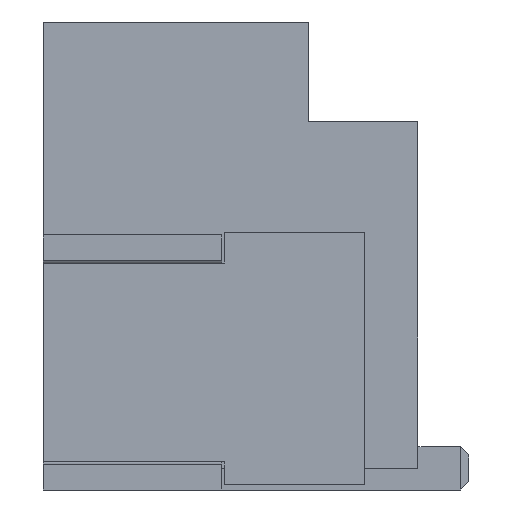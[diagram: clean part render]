
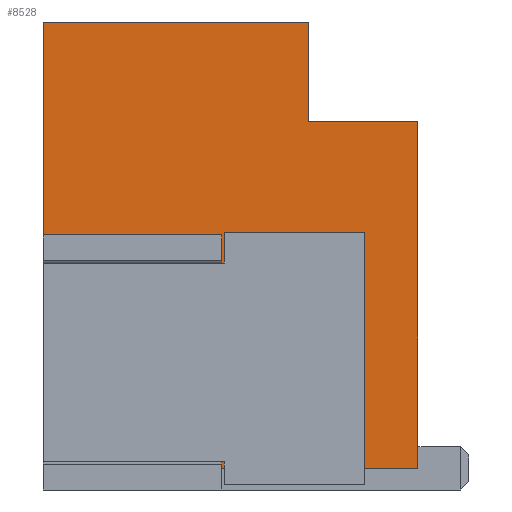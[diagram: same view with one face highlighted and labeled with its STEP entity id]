
A CAD part, left-side view. The second image highlights one B-rep face of the part: STEP entity #8528.
In plain terms, the highlighted planar face has unit normal (-1, 0, 0).
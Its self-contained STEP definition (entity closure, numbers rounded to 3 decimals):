
#720=ORIENTED_EDGE('',*,*,#3152,.F.);
#721=ORIENTED_EDGE('',*,*,#3043,.F.);
#722=ORIENTED_EDGE('',*,*,#3092,.F.);
#723=ORIENTED_EDGE('',*,*,#3145,.T.);
#724=ORIENTED_EDGE('',*,*,#3153,.T.);
#725=ORIENTED_EDGE('',*,*,#3081,.T.);
#726=ORIENTED_EDGE('',*,*,#3063,.T.);
#727=ORIENTED_EDGE('',*,*,#3045,.F.);
#728=ORIENTED_EDGE('',*,*,#3154,.T.);
#729=ORIENTED_EDGE('',*,*,#3155,.T.);
#3043=EDGE_CURVE('',#4282,#4283,#5098,.T.);
#3045=EDGE_CURVE('',#4284,#4285,#5100,.T.);
#3063=EDGE_CURVE('',#4301,#4285,#5118,.T.);
#3081=EDGE_CURVE('',#4318,#4301,#5136,.T.);
#3092=EDGE_CURVE('',#4328,#4282,#5147,.T.);
#3145=EDGE_CURVE('',#4328,#4365,#5200,.T.);
#3152=EDGE_CURVE('',#4283,#4369,#5207,.T.);
#3153=EDGE_CURVE('',#4365,#4318,#5208,.T.);
#3154=EDGE_CURVE('',#4284,#4370,#5209,.T.);
#3155=EDGE_CURVE('',#4370,#4369,#5210,.T.);
#4282=VERTEX_POINT('',#15232);
#4283=VERTEX_POINT('',#15234);
#4284=VERTEX_POINT('',#15236);
#4285=VERTEX_POINT('',#15238);
#4301=VERTEX_POINT('',#15275);
#4318=VERTEX_POINT('',#15313);
#4328=VERTEX_POINT('',#15334);
#4365=VERTEX_POINT('',#15427);
#4369=VERTEX_POINT('',#15442);
#4370=VERTEX_POINT('',#15445);
#5098=LINE('',#15233,#6071);
#5100=LINE('',#15237,#6073);
#5118=LINE('',#15274,#6091);
#5136=LINE('',#15312,#6109);
#5147=LINE('',#15335,#6120);
#5200=LINE('',#15428,#6173);
#5207=LINE('',#15441,#6180);
#5208=LINE('',#15443,#6181);
#5209=LINE('',#15444,#6182);
#5210=LINE('',#15446,#6183);
#6071=VECTOR('',#13190,1000.);
#6073=VECTOR('',#13192,1000.);
#6091=VECTOR('',#13216,1000.);
#6109=VECTOR('',#13240,1000.);
#6120=VECTOR('',#13253,1000.);
#6173=VECTOR('',#13312,1000.);
#6180=VECTOR('',#13325,1000.);
#6181=VECTOR('',#13326,1000.);
#6182=VECTOR('',#13327,1000.);
#6183=VECTOR('',#13328,1000.);
#6968=EDGE_LOOP('',(#720,#721,#722,#723,#724,#725,#726,#727,#728,#729));
#7515=FACE_BOUND('',#6968,.T.);
#8054=PLANE('',#12536);
#8528=ADVANCED_FACE('',(#7515),#8054,.T.);
#12536=AXIS2_PLACEMENT_3D('',#15440,#13323,#13324);
#13190=DIRECTION('',(0.,1.,0.));
#13192=DIRECTION('',(0.,1.,0.));
#13216=DIRECTION('',(0.,0.,-1.));
#13240=DIRECTION('',(0.,1.,0.));
#13253=DIRECTION('',(0.,0.,-1.));
#13312=DIRECTION('',(0.,1.,0.));
#13323=DIRECTION('',(-1.,0.,0.));
#13324=DIRECTION('',(0.,-1.,0.));
#13325=DIRECTION('',(0.,0.,1.));
#13326=DIRECTION('',(0.,0.,1.));
#13327=DIRECTION('',(0.,0.,1.));
#13328=DIRECTION('',(0.,-1.,0.));
#15232=CARTESIAN_POINT('',(-9.201,-1.384,0.216));
#15233=CARTESIAN_POINT('',(-9.201,-1.384,0.216));
#15234=CARTESIAN_POINT('',(-9.201,-0.851,0.216));
#15236=CARTESIAN_POINT('',(-9.201,0.546,0.216));
#15237=CARTESIAN_POINT('',(-9.201,-1.384,0.216));
#15238=CARTESIAN_POINT('',(-9.201,2.349,0.216));
#15274=CARTESIAN_POINT('',(-9.201,2.349,1.588));
#15275=CARTESIAN_POINT('',(-9.201,2.349,4.661));
#15312=CARTESIAN_POINT('',(-9.201,-1.384,4.661));
#15313=CARTESIAN_POINT('',(-9.201,-0.292,4.661));
#15334=CARTESIAN_POINT('',(-9.201,-1.384,3.67));
#15335=CARTESIAN_POINT('',(-9.201,-1.384,1.588));
#15427=CARTESIAN_POINT('',(-9.201,-0.292,3.67));
#15428=CARTESIAN_POINT('',(-9.201,-1.384,3.67));
#15440=CARTESIAN_POINT('',(-9.201,-1.384,1.588));
#15441=CARTESIAN_POINT('',(-9.201,-0.851,0.055));
#15442=CARTESIAN_POINT('',(-9.201,-0.851,2.569));
#15443=CARTESIAN_POINT('',(-9.201,-0.292,3.67));
#15444=CARTESIAN_POINT('',(-9.201,0.546,0.055));
#15445=CARTESIAN_POINT('',(-9.201,0.546,2.569));
#15446=CARTESIAN_POINT('',(-9.201,0.546,2.569));
